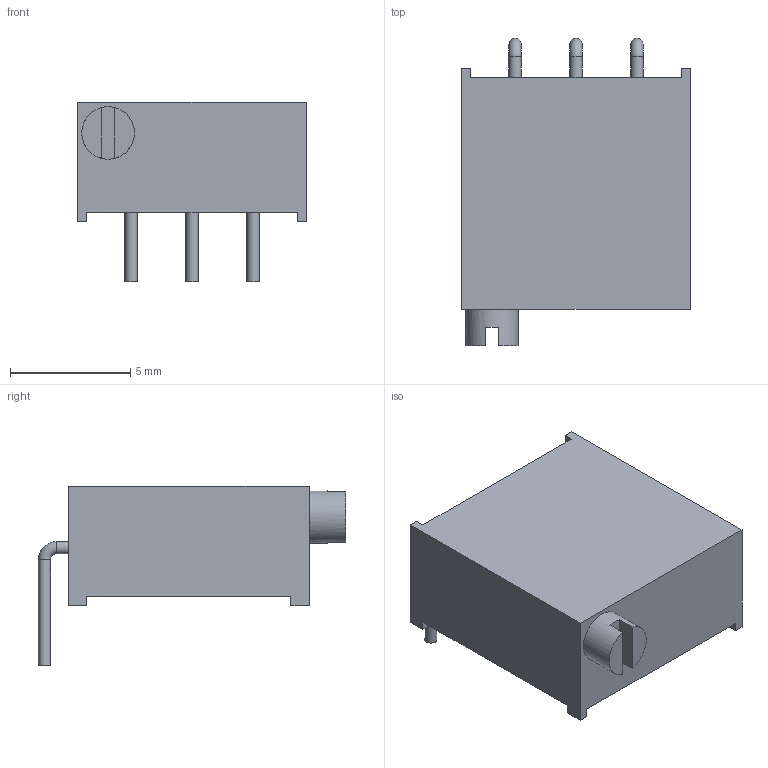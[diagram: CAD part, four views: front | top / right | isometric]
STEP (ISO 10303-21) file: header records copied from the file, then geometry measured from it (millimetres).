
FILE_DESCRIPTION(('STEP AP214'), '1');
FILE_NAME('3296', '2020-07-07T18:22:53', ('AF'), (''), 'UNSPECIFIED', 'UNSPECIFIED', '');
FILE_SCHEMA(('AUTOMOTIVE_DESIGN { 1 0 10303 214 3 1 1}'));
Length unit declared in the file: millimetre
Assembly tree (2 placements, depth 2):
  (unnamed)
    (unnamed)
    (unnamed)
Bounding box: 9.53 x 12.8 x 7.46 mm (x, y, z)
Volume: 431.8 mm3; surface area: 423.8 mm2
Topology: 5 solids, 5 shells, 42 faces, 90 edges, 58 vertices
Faces by surface type: plane 32, cylinder 7, torus 3
Full cylindrical faces by diameter (mm): 0.51 x6, 2.19 x1
Entity records: 1582 total; most frequent: DIRECTION 188, CARTESIAN_POINT 183, ORIENTED_EDGE 160, EDGE_CURVE 80, AXIS2_PLACEMENT_3D 63, LINE 62, VECTOR 62, VERTEX_POINT 58
